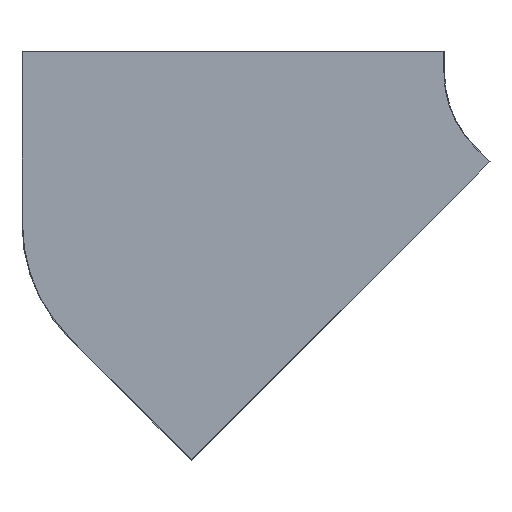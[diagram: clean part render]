
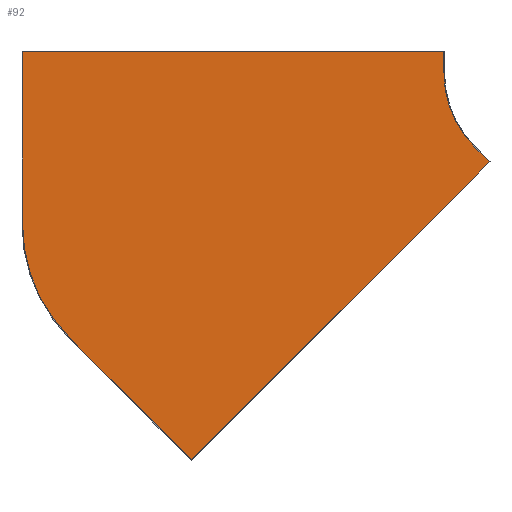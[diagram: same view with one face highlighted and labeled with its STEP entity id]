
A CAD part, front view. The second image highlights one B-rep face of the part: STEP entity #92.
In plain terms, the highlighted planar face has unit normal (0, -1, 0).
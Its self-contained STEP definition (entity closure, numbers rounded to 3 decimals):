
#13 = CARTESIAN_POINT ( 'NONE',  ( -59.824, 0., -582.25 ) ) ;
#14 = DIRECTION ( 'NONE',  ( 0., 0., -1. ) ) ;
#15 = CARTESIAN_POINT ( 'NONE',  ( -233.069, 0., -407.874 ) ) ;
#20 = CARTESIAN_POINT ( 'NONE',  ( 300.2, 0., -245.805 ) ) ;
#34 = DIRECTION ( 'NONE',  ( 0., 0., 1. ) ) ;
#45 = DIRECTION ( 'NONE',  ( 0., 1., 0. ) ) ;
#47 = PLANE ( 'NONE',  #182 ) ;
#62 = CARTESIAN_POINT ( 'NONE',  ( -71., 0., -245.805 ) ) ;
#92 = ADVANCED_FACE ( 'NONE', ( #427 ), #47, .F. ) ;
#104 = EDGE_CURVE ( 'NONE', #211, #242, #435, .T. ) ;
#107 = EDGE_CURVE ( 'NONE', #222, #232, #436, .T. ) ;
#108 = EDGE_CURVE ( 'NONE', #232, #216, #438, .T. ) ;
#127 = EDGE_CURVE ( 'NONE', #216, #236, #472, .T. ) ;
#133 = EDGE_CURVE ( 'NONE', #220, #222, #483, .T. ) ;
#137 = EDGE_CURVE ( 'NONE', #242, #220, #474, .T. ) ;
#141 = EDGE_CURVE ( 'NONE', #221, #211, #497, .T. ) ;
#142 = EDGE_CURVE ( 'NONE', #236, #221, #499, .T. ) ;
#170 = AXIS2_PLACEMENT_3D ( 'NONE', #557, #303, #302 ) ;
#171 = AXIS2_PLACEMENT_3D ( 'NONE', #585, #584, #583 ) ;
#182 = AXIS2_PLACEMENT_3D ( 'NONE', #62, #45, #34 ) ;
#204 = EDGE_LOOP ( 'NONE', ( #408, #405, #411, #322, #321, #251, #531, #397 ) ) ;
#211 = VERTEX_POINT ( 'NONE', #561 ) ;
#216 = VERTEX_POINT ( 'NONE', #279 ) ;
#220 = VERTEX_POINT ( 'NONE', #316 ) ;
#221 = VERTEX_POINT ( 'NONE', #315 ) ;
#222 = VERTEX_POINT ( 'NONE', #312 ) ;
#232 = VERTEX_POINT ( 'NONE', #285 ) ;
#236 = VERTEX_POINT ( 'NONE', #267 ) ;
#242 = VERTEX_POINT ( 'NONE', #255 ) ;
#251 = ORIENTED_EDGE ( 'NONE', *, *, #107, .F. ) ;
#255 = CARTESIAN_POINT ( 'NONE',  ( 300.2, 0., -30. ) ) ;
#258 = DIRECTION ( 'NONE',  ( 1., 0., 0. ) ) ;
#267 = CARTESIAN_POINT ( 'NONE',  ( -300.2, 0., -245.805 ) ) ;
#279 = CARTESIAN_POINT ( 'NONE',  ( -233.069, 0., -407.874 ) ) ;
#280 = CARTESIAN_POINT ( 'NONE',  ( -300.2, 0., -245.805 ) ) ;
#281 = CARTESIAN_POINT ( 'NONE',  ( -301., 0., 0. ) ) ;
#285 = CARTESIAN_POINT ( 'NONE',  ( -59.258, 0., -581.685 ) ) ;
#302 = DIRECTION ( 'NONE',  ( 0., 0., 1. ) ) ;
#303 = DIRECTION ( 'NONE',  ( 0., -1., 0. ) ) ;
#307 = DIRECTION ( 'NONE',  ( 0., 0., 1. ) ) ;
#312 = CARTESIAN_POINT ( 'NONE',  ( 365.289, 0., -157.138 ) ) ;
#315 = CARTESIAN_POINT ( 'NONE',  ( -300.2, 0., 0. ) ) ;
#316 = CARTESIAN_POINT ( 'NONE',  ( 344.075, 0., -135.925 ) ) ;
#321 = ORIENTED_EDGE ( 'NONE', *, *, #108, .F. ) ;
#322 = ORIENTED_EDGE ( 'NONE', *, *, #127, .F. ) ;
#397 = ORIENTED_EDGE ( 'NONE', *, *, #137, .F. ) ;
#405 = ORIENTED_EDGE ( 'NONE', *, *, #141, .F. ) ;
#408 = ORIENTED_EDGE ( 'NONE', *, *, #104, .F. ) ;
#411 = ORIENTED_EDGE ( 'NONE', *, *, #142, .F. ) ;
#427 = FACE_OUTER_BOUND ( 'NONE', #204, .T. ) ;
#434 = VECTOR ( 'NONE', #14, 1000. ) ;
#435 = LINE ( 'NONE', #20, #434 ) ;
#436 = LINE ( 'NONE', #13, #441 ) ;
#438 = LINE ( 'NONE', #15, #443 ) ;
#441 = VECTOR ( 'NONE', #611, 1000. ) ;
#443 = VECTOR ( 'NONE', #613, 1000. ) ;
#472 = CIRCLE ( 'NONE', #171, 229.2 ) ;
#474 = CIRCLE ( 'NONE', #170, 149.8 ) ;
#483 = LINE ( 'NONE', #572, #486 ) ;
#486 = VECTOR ( 'NONE', #571, 1000. ) ;
#497 = LINE ( 'NONE', #281, #500 ) ;
#499 = LINE ( 'NONE', #280, #502 ) ;
#500 = VECTOR ( 'NONE', #258, 1000. ) ;
#502 = VECTOR ( 'NONE', #307, 1000. ) ;
#531 = ORIENTED_EDGE ( 'NONE', *, *, #133, .F. ) ;
#557 = CARTESIAN_POINT ( 'NONE',  ( 450., 0., -30. ) ) ;
#561 = CARTESIAN_POINT ( 'NONE',  ( 300.2, 0., 0. ) ) ;
#571 = DIRECTION ( 'NONE',  ( 0.707, 0., -0.707 ) ) ;
#572 = CARTESIAN_POINT ( 'NONE',  ( 191.478, 0., 16.673 ) ) ;
#583 = DIRECTION ( 'NONE',  ( 0., 0., 1. ) ) ;
#584 = DIRECTION ( 'NONE',  ( 0., 1., 0. ) ) ;
#585 = CARTESIAN_POINT ( 'NONE',  ( -71., 0., -245.805 ) ) ;
#611 = DIRECTION ( 'NONE',  ( -0.707, 0., -0.707 ) ) ;
#613 = DIRECTION ( 'NONE',  ( -0.707, 0., 0.707 ) ) ;
